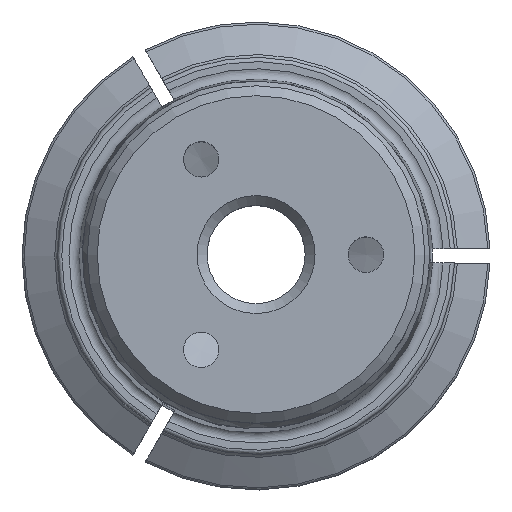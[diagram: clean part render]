
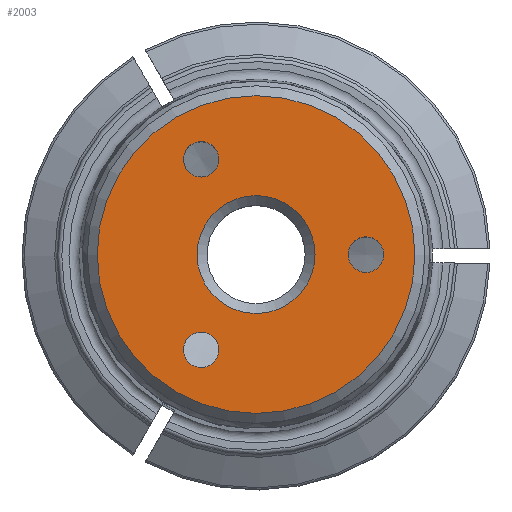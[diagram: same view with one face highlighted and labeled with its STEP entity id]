
A CAD part, top view. The second image highlights one B-rep face of the part: STEP entity #2003.
In plain terms, the highlighted planar face has unit normal (0, 0, 1).
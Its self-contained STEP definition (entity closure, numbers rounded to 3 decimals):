
#187=PLANE('',#2113);
#275=ORIENTED_EDGE('',*,*,#669,.F.);
#276=ORIENTED_EDGE('',*,*,#666,.T.);
#277=ORIENTED_EDGE('',*,*,#664,.T.);
#278=ORIENTED_EDGE('',*,*,#658,.T.);
#279=ORIENTED_EDGE('',*,*,#660,.T.);
#658=EDGE_CURVE('',#858,#858,#1004,.T.);
#660=EDGE_CURVE('',#860,#860,#1006,.T.);
#664=EDGE_CURVE('',#864,#864,#1010,.T.);
#666=EDGE_CURVE('',#866,#866,#1012,.T.);
#669=EDGE_CURVE('',#869,#869,#1015,.T.);
#858=VERTEX_POINT('',#2743);
#860=VERTEX_POINT('',#2748);
#864=VERTEX_POINT('',#2758);
#866=VERTEX_POINT('',#2763);
#869=VERTEX_POINT('',#2771);
#1004=CIRCLE('',#2091,1.25);
#1006=CIRCLE('',#2094,4.159);
#1010=CIRCLE('',#2100,1.25);
#1012=CIRCLE('',#2103,1.25);
#1015=CIRCLE('',#2108,11.2);
#1119=EDGE_LOOP('',(#275));
#1120=EDGE_LOOP('',(#276));
#1121=EDGE_LOOP('',(#277));
#1122=EDGE_LOOP('',(#278));
#1123=EDGE_LOOP('',(#279));
#1251=FACE_BOUND('',#1119,.T.);
#1252=FACE_BOUND('',#1120,.T.);
#1253=FACE_BOUND('',#1121,.T.);
#1254=FACE_BOUND('',#1122,.T.);
#1255=FACE_BOUND('',#1123,.T.);
#2003=ADVANCED_FACE('',(#1251,#1252,#1253,#1254,#1255),#187,.F.);
#2091=AXIS2_PLACEMENT_3D('',#2742,#2292,#2293);
#2094=AXIS2_PLACEMENT_3D('',#2747,#2298,#2299);
#2100=AXIS2_PLACEMENT_3D('',#2757,#2310,#2311);
#2103=AXIS2_PLACEMENT_3D('',#2762,#2316,#2317);
#2108=AXIS2_PLACEMENT_3D('',#2770,#2326,#2327);
#2113=AXIS2_PLACEMENT_3D('',#2778,#2336,#2337);
#2292=DIRECTION('',(0.,0.,-1.));
#2293=DIRECTION('',(1.,0.,0.));
#2298=DIRECTION('',(0.,0.,-1.));
#2299=DIRECTION('',(-1.,0.,0.));
#2310=DIRECTION('',(0.,0.,-1.));
#2311=DIRECTION('',(1.,0.,0.));
#2316=DIRECTION('',(0.,0.,-1.));
#2317=DIRECTION('',(1.,0.,0.));
#2326=DIRECTION('',(0.,0.,-1.));
#2327=DIRECTION('',(-1.,0.,0.));
#2336=DIRECTION('',(0.,0.,-1.));
#2337=DIRECTION('',(-1.,0.,0.));
#2742=CARTESIAN_POINT('',(-3.875,-6.712,60.5));
#2743=CARTESIAN_POINT('',(-2.625,-6.712,60.5));
#2747=CARTESIAN_POINT('',(0.,0.,60.5));
#2748=CARTESIAN_POINT('',(-4.159,0.,60.5));
#2757=CARTESIAN_POINT('',(-3.875,6.712,60.5));
#2758=CARTESIAN_POINT('',(-2.625,6.712,60.5));
#2762=CARTESIAN_POINT('',(7.75,0.,60.5));
#2763=CARTESIAN_POINT('',(9.,0.,60.5));
#2770=CARTESIAN_POINT('',(0.,0.,60.5));
#2771=CARTESIAN_POINT('',(-11.2,0.,60.5));
#2778=CARTESIAN_POINT('',(11.9,0.,60.5));
